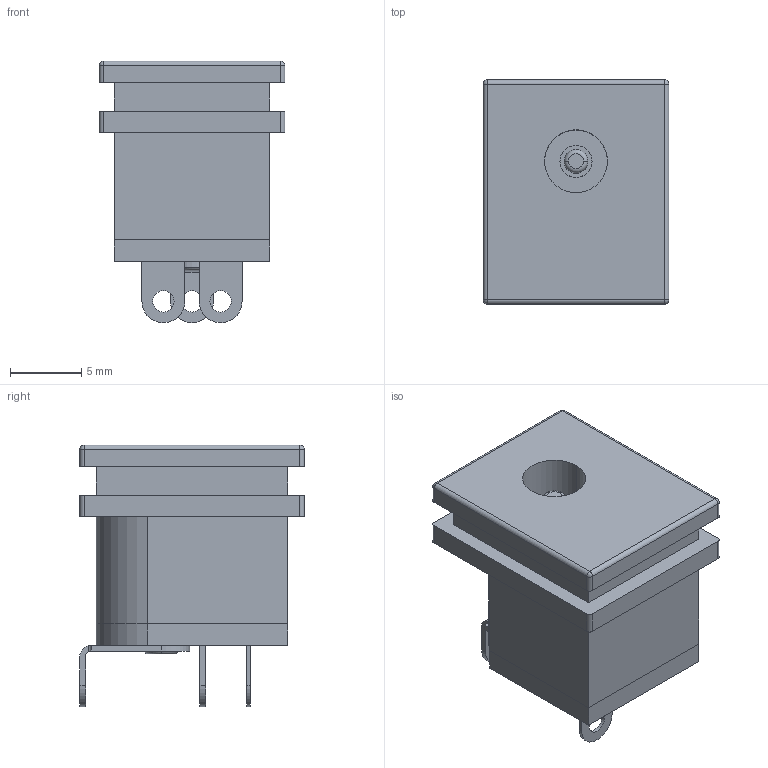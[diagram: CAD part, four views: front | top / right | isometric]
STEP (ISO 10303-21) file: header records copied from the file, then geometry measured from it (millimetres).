
FILE_DESCRIPTION (( 'STEP AP214' ), '1' );
FILE_NAME ('CUI_PJ-043H.step', '2019-02-12T18:17:47', ( '' ), ( '' ), 'SwSTEP 2.0', 'SolidWorks 2018', '' );
FILE_SCHEMA (( 'AUTOMOTIVE_DESIGN' ));
Length unit declared in the file: millimetre
Products named in the file (1): CUI_PJ-043H
Bounding box: 13 x 15.7 x 18.3 mm (x, y, z)
Volume: 1949.7 mm3; surface area: 1840.3 mm2
Topology: 5 solids, 5 shells, 115 faces, 278 edges, 176 vertices
Faces by surface type: plane 68, cylinder 37, torus 6, sphere 4
Entity records: 4075 total; most frequent: CARTESIAN_POINT 586, DIRECTION 586, ORIENTED_EDGE 548, EDGE_CURVE 274, AXIS2_PLACEMENT_3D 200, VECTOR 186, LINE 186, VERTEX_POINT 176
